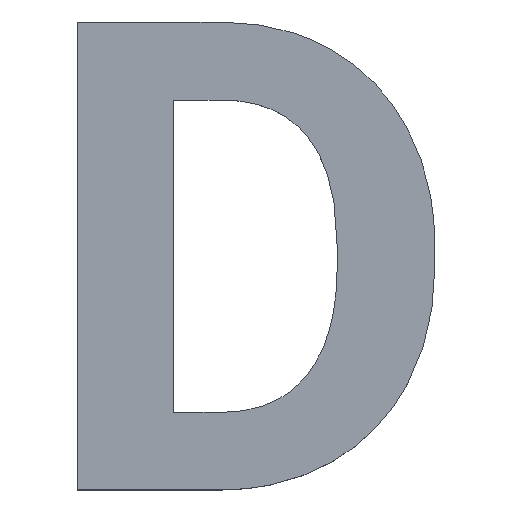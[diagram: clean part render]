
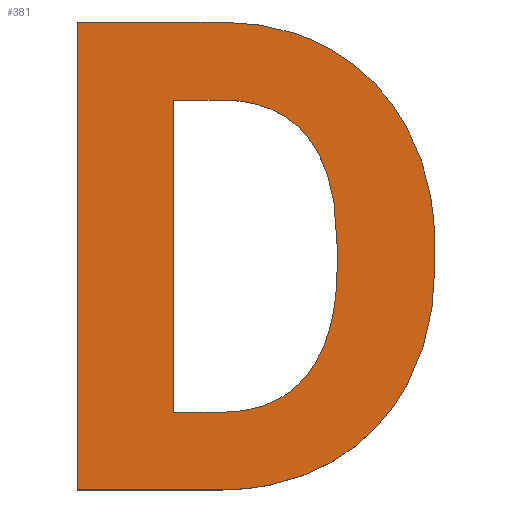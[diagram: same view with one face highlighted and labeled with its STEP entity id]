
A CAD part, top view. The second image highlights one B-rep face of the part: STEP entity #381.
In plain terms, the highlighted planar face has unit normal (0, 0, 1).
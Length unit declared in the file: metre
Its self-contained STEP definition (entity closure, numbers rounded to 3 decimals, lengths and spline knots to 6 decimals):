
#12=CIRCLE('',#401,0.002266);
#14=CIRCLE('',#405,0.002289);
#18=B_SPLINE_CURVE_WITH_KNOTS('',2,(#503,#504,#505),.UNSPECIFIED.,.F.,.F.,
(3,3),(0.,1.),.PIECEWISE_BEZIER_KNOTS.);
#20=B_SPLINE_CURVE_WITH_KNOTS('',2,(#520,#521,#522),.UNSPECIFIED.,.F.,.F.,
(3,3),(0.,1.),.PIECEWISE_BEZIER_KNOTS.);
#22=B_SPLINE_CURVE_WITH_KNOTS('',2,(#543,#544,#545),.UNSPECIFIED.,.F.,.F.,
(3,3),(0.,1.),.PIECEWISE_BEZIER_KNOTS.);
#24=B_SPLINE_CURVE_WITH_KNOTS('',2,(#560,#561,#562),.UNSPECIFIED.,.F.,.F.,
(3,3),(0.,1.),.PIECEWISE_BEZIER_KNOTS.);
#26=B_SPLINE_CURVE_WITH_KNOTS('',2,(#592,#593,#594),.UNSPECIFIED.,.F.,.F.,
(3,3),(0.,1.),.PIECEWISE_BEZIER_KNOTS.);
#28=B_SPLINE_CURVE_WITH_KNOTS('',2,(#615,#616,#617),.UNSPECIFIED.,.F.,.F.,
(3,3),(0.,1.),.PIECEWISE_BEZIER_KNOTS.);
#30=B_SPLINE_CURVE_WITH_KNOTS('',2,(#638,#639,#640),.UNSPECIFIED.,.F.,.F.,
(3,3),(0.,1.),.PIECEWISE_BEZIER_KNOTS.);
#32=B_SPLINE_CURVE_WITH_KNOTS('',2,(#661,#662,#663),.UNSPECIFIED.,.F.,.F.,
(3,3),(0.,1.),.PIECEWISE_BEZIER_KNOTS.);
#132=ORIENTED_EDGE('',*,*,#172,.F.);
#133=ORIENTED_EDGE('',*,*,#176,.F.);
#134=ORIENTED_EDGE('',*,*,#179,.F.);
#135=ORIENTED_EDGE('',*,*,#182,.F.);
#136=ORIENTED_EDGE('',*,*,#185,.F.);
#137=ORIENTED_EDGE('',*,*,#188,.F.);
#138=ORIENTED_EDGE('',*,*,#191,.F.);
#139=ORIENTED_EDGE('',*,*,#194,.F.);
#140=ORIENTED_EDGE('',*,*,#197,.F.);
#141=ORIENTED_EDGE('',*,*,#200,.F.);
#142=ORIENTED_EDGE('',*,*,#150,.F.);
#143=ORIENTED_EDGE('',*,*,#154,.F.);
#144=ORIENTED_EDGE('',*,*,#157,.F.);
#145=ORIENTED_EDGE('',*,*,#160,.F.);
#146=ORIENTED_EDGE('',*,*,#163,.F.);
#147=ORIENTED_EDGE('',*,*,#166,.F.);
#148=ORIENTED_EDGE('',*,*,#169,.F.);
#149=ORIENTED_EDGE('',*,*,#202,.F.);
#150=EDGE_CURVE('',#204,#205,#240,.T.);
#154=EDGE_CURVE('',#208,#204,#244,.T.);
#157=EDGE_CURVE('',#210,#208,#18,.T.);
#160=EDGE_CURVE('',#212,#210,#20,.T.);
#163=EDGE_CURVE('',#214,#212,#249,.T.);
#166=EDGE_CURVE('',#216,#214,#22,.T.);
#169=EDGE_CURVE('',#218,#216,#24,.T.);
#172=EDGE_CURVE('',#220,#221,#254,.T.);
#176=EDGE_CURVE('',#224,#220,#258,.T.);
#179=EDGE_CURVE('',#226,#224,#26,.T.);
#182=EDGE_CURVE('',#228,#226,#12,.F.);
#185=EDGE_CURVE('',#230,#228,#28,.T.);
#188=EDGE_CURVE('',#232,#230,#264,.T.);
#191=EDGE_CURVE('',#234,#232,#30,.T.);
#194=EDGE_CURVE('',#236,#234,#14,.F.);
#197=EDGE_CURVE('',#238,#236,#32,.T.);
#200=EDGE_CURVE('',#221,#238,#270,.T.);
#202=EDGE_CURVE('',#205,#218,#272,.T.);
#204=VERTEX_POINT('',#482);
#205=VERTEX_POINT('',#483);
#208=VERTEX_POINT('',#491);
#210=VERTEX_POINT('',#506);
#212=VERTEX_POINT('',#523);
#214=VERTEX_POINT('',#531);
#216=VERTEX_POINT('',#546);
#218=VERTEX_POINT('',#563);
#220=VERTEX_POINT('',#571);
#221=VERTEX_POINT('',#572);
#224=VERTEX_POINT('',#580);
#226=VERTEX_POINT('',#595);
#228=VERTEX_POINT('',#603);
#230=VERTEX_POINT('',#618);
#232=VERTEX_POINT('',#626);
#234=VERTEX_POINT('',#641);
#236=VERTEX_POINT('',#649);
#238=VERTEX_POINT('',#664);
#240=LINE('',#481,#274);
#244=LINE('',#490,#278);
#249=LINE('',#530,#283);
#254=LINE('',#570,#288);
#258=LINE('',#579,#292);
#264=LINE('',#625,#298);
#270=LINE('',#671,#304);
#272=LINE('',#674,#306);
#274=VECTOR('',#415,1.);
#278=VECTOR('',#421,1.);
#283=VECTOR('',#428,1.);
#288=VECTOR('',#435,1.);
#292=VECTOR('',#441,1.);
#298=VECTOR('',#455,1.);
#304=VECTOR('',#469,1.);
#306=VECTOR('',#473,1.);
#328=EDGE_LOOP('',(#132,#133,#134,#135,#136,#137,#138,#139,#140,#141));
#329=EDGE_LOOP('',(#142,#143,#144,#145,#146,#147,#148,#149));
#350=FACE_BOUND('',#328,.T.);
#351=FACE_BOUND('',#329,.T.);
#361=PLANE('',#410);
#381=ADVANCED_FACE('',(#350,#351),#361,.T.);
#401=AXIS2_PLACEMENT_3D('',#602,#447,#448);
#405=AXIS2_PLACEMENT_3D('',#648,#461,#462);
#410=AXIS2_PLACEMENT_3D('',#677,#477,#478);
#415=DIRECTION('',(0.,-1.,0.));
#421=DIRECTION('',(-1.,0.,0.));
#428=DIRECTION('',(0.,1.,0.));
#435=DIRECTION('',(0.,1.,0.));
#441=DIRECTION('',(-1.,0.,0.));
#447=DIRECTION('',(0.,0.,1.));
#448=DIRECTION('',(1.,0.,0.));
#455=DIRECTION('',(0.,-1.,0.));
#461=DIRECTION('',(0.,0.,1.));
#462=DIRECTION('',(1.,0.,0.));
#469=DIRECTION('',(1.,0.,0.));
#473=DIRECTION('',(1.,0.,0.));
#477=DIRECTION('',(0.,0.,1.));
#478=DIRECTION('',(1.,0.,0.));
#481=CARTESIAN_POINT('',(0.060527,-0.030213,0.0095));
#482=CARTESIAN_POINT('',(0.060527,-0.028367,0.0095));
#483=CARTESIAN_POINT('',(0.060527,-0.032059,0.0095));
#490=CARTESIAN_POINT('',(0.060808,-0.028367,0.0095));
#491=CARTESIAN_POINT('',(0.061088,-0.028367,0.0095));
#503=CARTESIAN_POINT('',(0.06211,-0.028802,0.0095));
#504=CARTESIAN_POINT('',(0.06176,-0.028367,0.0095));
#505=CARTESIAN_POINT('',(0.061088,-0.028367,0.0095));
#506=CARTESIAN_POINT('',(0.06211,-0.028802,0.0095));
#520=CARTESIAN_POINT('',(0.062459,-0.030081,0.0095));
#521=CARTESIAN_POINT('',(0.062459,-0.029237,0.0095));
#522=CARTESIAN_POINT('',(0.06211,-0.028802,0.0095));
#523=CARTESIAN_POINT('',(0.062459,-0.030081,0.0095));
#530=CARTESIAN_POINT('',(0.062459,-0.030227,0.0095));
#531=CARTESIAN_POINT('',(0.062459,-0.030372,0.0095));
#543=CARTESIAN_POINT('',(0.062099,-0.031622,0.0095));
#544=CARTESIAN_POINT('',(0.062452,-0.031186,0.0095));
#545=CARTESIAN_POINT('',(0.062459,-0.030372,0.0095));
#546=CARTESIAN_POINT('',(0.062099,-0.031622,0.0095));
#560=CARTESIAN_POINT('',(0.061077,-0.032059,0.0095));
#561=CARTESIAN_POINT('',(0.061746,-0.032059,0.0095));
#562=CARTESIAN_POINT('',(0.062099,-0.031622,0.0095));
#563=CARTESIAN_POINT('',(0.061077,-0.032059,0.0095));
#570=CARTESIAN_POINT('',(0.059387,-0.03021,0.0095));
#571=CARTESIAN_POINT('',(0.059387,-0.032974,0.0095));
#572=CARTESIAN_POINT('',(0.059387,-0.027445,0.0095));
#579=CARTESIAN_POINT('',(0.060244,-0.032974,0.0095));
#580=CARTESIAN_POINT('',(0.061101,-0.032974,0.0095));
#592=CARTESIAN_POINT('',(0.062403,-0.03264,0.0095));
#593=CARTESIAN_POINT('',(0.061826,-0.032971,0.0095));
#594=CARTESIAN_POINT('',(0.061101,-0.032974,0.0095));
#595=CARTESIAN_POINT('',(0.062403,-0.03264,0.0095));
#602=CARTESIAN_POINT('',(0.061283,-0.03067,0.0095));
#603=CARTESIAN_POINT('',(0.063297,-0.03171,0.0095));
#615=CARTESIAN_POINT('',(0.063614,-0.030338,0.0095));
#616=CARTESIAN_POINT('',(0.063614,-0.03111,0.0095));
#617=CARTESIAN_POINT('',(0.063297,-0.03171,0.0095));
#618=CARTESIAN_POINT('',(0.063614,-0.030338,0.0095));
#625=CARTESIAN_POINT('',(0.063614,-0.030211,0.0095));
#626=CARTESIAN_POINT('',(0.063614,-0.030084,0.0095));
#638=CARTESIAN_POINT('',(0.063291,-0.028708,0.0095));
#639=CARTESIAN_POINT('',(0.063614,-0.029313,0.0095));
#640=CARTESIAN_POINT('',(0.063614,-0.030084,0.0095));
#641=CARTESIAN_POINT('',(0.063291,-0.028708,0.0095));
#648=CARTESIAN_POINT('',(0.061258,-0.029761,0.0095));
#649=CARTESIAN_POINT('',(0.062393,-0.027774,0.0095));
#661=CARTESIAN_POINT('',(0.061088,-0.027445,0.0095));
#662=CARTESIAN_POINT('',(0.061818,-0.027445,0.0095));
#663=CARTESIAN_POINT('',(0.062393,-0.027774,0.0095));
#664=CARTESIAN_POINT('',(0.061088,-0.027445,0.0095));
#671=CARTESIAN_POINT('',(0.060238,-0.027445,0.0095));
#674=CARTESIAN_POINT('',(0.060802,-0.032059,0.0095));
#677=CARTESIAN_POINT('',(0.104891,-0.015824,0.0095));
